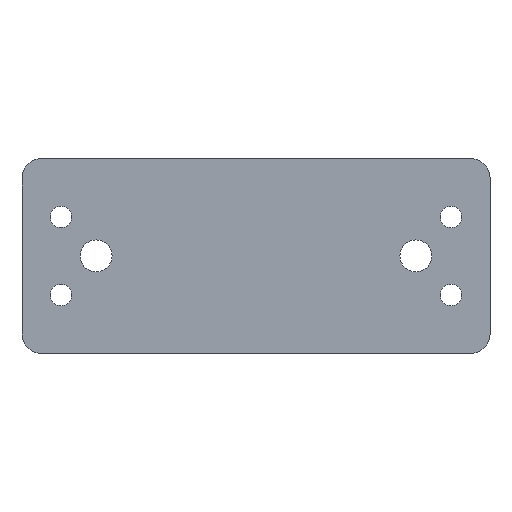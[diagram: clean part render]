
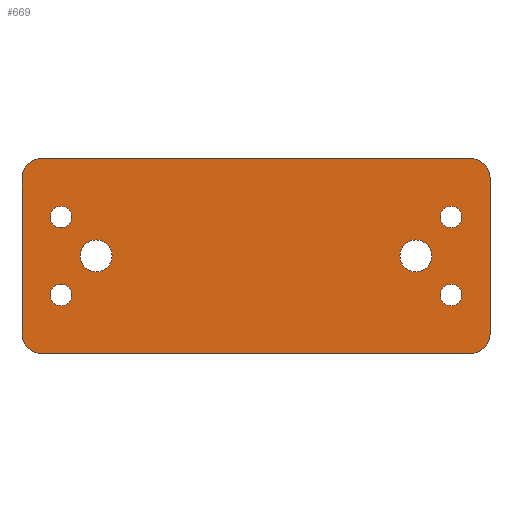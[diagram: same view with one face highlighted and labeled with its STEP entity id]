
A CAD part, top view. The second image highlights one B-rep face of the part: STEP entity #669.
In plain terms, the highlighted planar face has unit normal (0, 0, 1).
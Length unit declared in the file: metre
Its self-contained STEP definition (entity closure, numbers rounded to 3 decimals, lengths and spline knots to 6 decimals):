
#13=PLANE('',#756);
#52=LINE('',#1176,#92);
#53=LINE('',#1181,#93);
#54=LINE('',#1185,#94);
#55=LINE('',#1189,#95);
#92=VECTOR('',#939,1.);
#93=VECTOR('',#942,1.);
#94=VECTOR('',#945,1.);
#95=VECTOR('',#948,1.);
#172=ORIENTED_EDGE('',*,*,#358,.T.);
#173=ORIENTED_EDGE('',*,*,#336,.T.);
#174=ORIENTED_EDGE('',*,*,#328,.F.);
#175=ORIENTED_EDGE('',*,*,#359,.F.);
#176=ORIENTED_EDGE('',*,*,#360,.T.);
#177=ORIENTED_EDGE('',*,*,#324,.T.);
#178=ORIENTED_EDGE('',*,*,#320,.F.);
#179=ORIENTED_EDGE('',*,*,#361,.F.);
#180=ORIENTED_EDGE('',*,*,#362,.F.);
#181=ORIENTED_EDGE('',*,*,#363,.F.);
#182=ORIENTED_EDGE('',*,*,#364,.T.);
#183=ORIENTED_EDGE('',*,*,#365,.F.);
#184=ORIENTED_EDGE('',*,*,#366,.T.);
#185=ORIENTED_EDGE('',*,*,#367,.T.);
#186=ORIENTED_EDGE('',*,*,#368,.F.);
#187=ORIENTED_EDGE('',*,*,#369,.T.);
#188=ORIENTED_EDGE('',*,*,#308,.F.);
#189=ORIENTED_EDGE('',*,*,#370,.F.);
#190=ORIENTED_EDGE('',*,*,#371,.T.);
#191=ORIENTED_EDGE('',*,*,#304,.T.);
#304=EDGE_CURVE('',#400,#401,#460,.T.);
#308=EDGE_CURVE('',#404,#405,#462,.F.);
#320=EDGE_CURVE('',#416,#417,#468,.T.);
#324=EDGE_CURVE('',#420,#421,#470,.F.);
#328=EDGE_CURVE('',#424,#425,#472,.T.);
#336=EDGE_CURVE('',#432,#433,#476,.F.);
#358=EDGE_CURVE('',#433,#432,#490,.F.);
#359=EDGE_CURVE('',#425,#424,#491,.T.);
#360=EDGE_CURVE('',#421,#420,#492,.F.);
#361=EDGE_CURVE('',#417,#416,#493,.T.);
#362=EDGE_CURVE('',#448,#449,#52,.T.);
#363=EDGE_CURVE('',#450,#448,#494,.T.);
#364=EDGE_CURVE('',#450,#451,#53,.T.);
#365=EDGE_CURVE('',#452,#451,#495,.T.);
#366=EDGE_CURVE('',#452,#453,#54,.T.);
#367=EDGE_CURVE('',#453,#454,#496,.T.);
#368=EDGE_CURVE('',#455,#454,#55,.T.);
#369=EDGE_CURVE('',#455,#449,#497,.T.);
#370=EDGE_CURVE('',#405,#404,#498,.F.);
#371=EDGE_CURVE('',#401,#400,#499,.T.);
#400=VERTEX_POINT('',#1060);
#401=VERTEX_POINT('',#1061);
#404=VERTEX_POINT('',#1069);
#405=VERTEX_POINT('',#1070);
#416=VERTEX_POINT('',#1096);
#417=VERTEX_POINT('',#1097);
#420=VERTEX_POINT('',#1105);
#421=VERTEX_POINT('',#1106);
#424=VERTEX_POINT('',#1114);
#425=VERTEX_POINT('',#1115);
#432=VERTEX_POINT('',#1132);
#433=VERTEX_POINT('',#1133);
#448=VERTEX_POINT('',#1177);
#449=VERTEX_POINT('',#1178);
#450=VERTEX_POINT('',#1180);
#451=VERTEX_POINT('',#1182);
#452=VERTEX_POINT('',#1184);
#453=VERTEX_POINT('',#1186);
#454=VERTEX_POINT('',#1188);
#455=VERTEX_POINT('',#1190);
#460=CIRCLE('',#716,0.00275);
#462=CIRCLE('',#719,0.00275);
#468=CIRCLE('',#728,0.00275);
#470=CIRCLE('',#731,0.00275);
#472=CIRCLE('',#734,0.0041);
#476=CIRCLE('',#740,0.0041);
#490=CIRCLE('',#757,0.0041);
#491=CIRCLE('',#758,0.0041);
#492=CIRCLE('',#759,0.00275);
#493=CIRCLE('',#760,0.00275);
#494=CIRCLE('',#761,0.005);
#495=CIRCLE('',#762,0.005);
#496=CIRCLE('',#763,0.005);
#497=CIRCLE('',#764,0.005);
#498=CIRCLE('',#765,0.00275);
#499=CIRCLE('',#766,0.00275);
#531=EDGE_LOOP('',(#172,#173));
#532=EDGE_LOOP('',(#174,#175));
#533=EDGE_LOOP('',(#176,#177));
#534=EDGE_LOOP('',(#178,#179));
#535=EDGE_LOOP('',(#180,#181,#182,#183,#184,#185,#186,#187));
#536=EDGE_LOOP('',(#188,#189));
#537=EDGE_LOOP('',(#190,#191));
#589=FACE_BOUND('',#531,.T.);
#590=FACE_BOUND('',#532,.T.);
#591=FACE_BOUND('',#533,.T.);
#592=FACE_BOUND('',#534,.T.);
#593=FACE_BOUND('',#535,.T.);
#594=FACE_BOUND('',#536,.T.);
#595=FACE_BOUND('',#537,.T.);
#669=ADVANCED_FACE('',(#589,#590,#591,#592,#593,#594,#595),#13,.T.);
#716=AXIS2_PLACEMENT_3D('',#1059,#825,#826);
#719=AXIS2_PLACEMENT_3D('',#1068,#833,#834);
#728=AXIS2_PLACEMENT_3D('',#1095,#857,#858);
#731=AXIS2_PLACEMENT_3D('',#1104,#865,#866);
#734=AXIS2_PLACEMENT_3D('',#1113,#873,#874);
#740=AXIS2_PLACEMENT_3D('',#1131,#889,#890);
#756=AXIS2_PLACEMENT_3D('',#1171,#929,#930);
#757=AXIS2_PLACEMENT_3D('',#1172,#931,#932);
#758=AXIS2_PLACEMENT_3D('',#1173,#933,#934);
#759=AXIS2_PLACEMENT_3D('',#1174,#935,#936);
#760=AXIS2_PLACEMENT_3D('',#1175,#937,#938);
#761=AXIS2_PLACEMENT_3D('',#1179,#940,#941);
#762=AXIS2_PLACEMENT_3D('',#1183,#943,#944);
#763=AXIS2_PLACEMENT_3D('',#1187,#946,#947);
#764=AXIS2_PLACEMENT_3D('',#1191,#949,#950);
#765=AXIS2_PLACEMENT_3D('',#1192,#951,#952);
#766=AXIS2_PLACEMENT_3D('',#1193,#953,#954);
#825=DIRECTION('',(0.,0.,-1.));
#826=DIRECTION('',(-1.,0.,0.));
#833=DIRECTION('',(0.,0.,-1.));
#834=DIRECTION('',(-1.,0.,0.));
#857=DIRECTION('',(0.,0.,1.));
#858=DIRECTION('',(-1.,0.,0.));
#865=DIRECTION('',(0.,0.,1.));
#866=DIRECTION('',(-1.,0.,0.));
#873=DIRECTION('',(0.,0.,1.));
#874=DIRECTION('',(-1.,0.,0.));
#889=DIRECTION('',(0.,0.,1.));
#890=DIRECTION('',(-1.,0.,0.));
#929=DIRECTION('',(0.,0.,1.));
#930=DIRECTION('',(1.,0.,0.));
#931=DIRECTION('',(0.,0.,1.));
#932=DIRECTION('',(-1.,0.,0.));
#933=DIRECTION('',(0.,0.,1.));
#934=DIRECTION('',(-1.,0.,0.));
#935=DIRECTION('',(0.,0.,1.));
#936=DIRECTION('',(-1.,0.,0.));
#937=DIRECTION('',(0.,0.,1.));
#938=DIRECTION('',(-1.,0.,0.));
#939=DIRECTION('',(0.,-1.,0.));
#940=DIRECTION('',(0.,0.,-1.));
#941=DIRECTION('',(-1.,0.,0.));
#942=DIRECTION('',(-1.,0.,0.));
#943=DIRECTION('',(0.,0.,-1.));
#944=DIRECTION('',(-1.,0.,0.));
#945=DIRECTION('',(0.,-1.,0.));
#946=DIRECTION('',(0.,0.,1.));
#947=DIRECTION('',(-1.,0.,0.));
#948=DIRECTION('',(-1.,0.,0.));
#949=DIRECTION('',(0.,0.,1.));
#950=DIRECTION('',(-1.,0.,0.));
#951=DIRECTION('',(0.,0.,-1.));
#952=DIRECTION('',(-1.,0.,0.));
#953=DIRECTION('',(0.,0.,-1.));
#954=DIRECTION('',(-1.,0.,0.));
#1059=CARTESIAN_POINT('',(-0.05,0.002954,0.));
#1060=CARTESIAN_POINT('',(-0.05275,0.002954,0.));
#1061=CARTESIAN_POINT('',(-0.04725,0.002954,0.));
#1068=CARTESIAN_POINT('',(0.05,0.002954,0.));
#1069=CARTESIAN_POINT('',(0.05275,0.002954,0.));
#1070=CARTESIAN_POINT('',(0.04725,0.002954,0.));
#1095=CARTESIAN_POINT('',(-0.05,-0.017046,0.));
#1096=CARTESIAN_POINT('',(-0.04725,-0.017046,0.));
#1097=CARTESIAN_POINT('',(-0.05275,-0.017046,0.));
#1104=CARTESIAN_POINT('',(0.05,-0.017046,0.));
#1105=CARTESIAN_POINT('',(0.04725,-0.017046,0.));
#1106=CARTESIAN_POINT('',(0.05275,-0.017046,0.));
#1113=CARTESIAN_POINT('',(-0.041,-0.007046,0.));
#1114=CARTESIAN_POINT('',(-0.0369,-0.007046,0.));
#1115=CARTESIAN_POINT('',(-0.0451,-0.007046,0.));
#1131=CARTESIAN_POINT('',(0.041,-0.007046,0.));
#1132=CARTESIAN_POINT('',(0.0369,-0.007046,0.));
#1133=CARTESIAN_POINT('',(0.0451,-0.007046,0.));
#1171=CARTESIAN_POINT('',(0.,0.000454,0.));
#1172=CARTESIAN_POINT('',(0.041,-0.007046,0.));
#1173=CARTESIAN_POINT('',(-0.041,-0.007046,0.));
#1174=CARTESIAN_POINT('',(0.05,-0.017046,0.));
#1175=CARTESIAN_POINT('',(-0.05,-0.017046,0.));
#1176=CARTESIAN_POINT('',(0.06,-0.112046,0.));
#1177=CARTESIAN_POINT('',(0.06,0.012954,0.));
#1178=CARTESIAN_POINT('',(0.06,-0.027046,0.));
#1179=CARTESIAN_POINT('',(0.055,0.012954,0.));
#1180=CARTESIAN_POINT('',(0.055,0.017954,0.));
#1181=CARTESIAN_POINT('',(0.,0.017954,0.));
#1182=CARTESIAN_POINT('',(-0.055,0.017954,0.));
#1183=CARTESIAN_POINT('',(-0.055,0.012954,0.));
#1184=CARTESIAN_POINT('',(-0.06,0.012954,0.));
#1185=CARTESIAN_POINT('',(-0.06,-0.112046,0.));
#1186=CARTESIAN_POINT('',(-0.06,-0.027046,0.));
#1187=CARTESIAN_POINT('',(-0.055,-0.027046,0.));
#1188=CARTESIAN_POINT('',(-0.055,-0.032046,0.));
#1189=CARTESIAN_POINT('',(0.,-0.032046,0.));
#1190=CARTESIAN_POINT('',(0.055,-0.032046,0.));
#1191=CARTESIAN_POINT('',(0.055,-0.027046,0.));
#1192=CARTESIAN_POINT('',(0.05,0.002954,0.));
#1193=CARTESIAN_POINT('',(-0.05,0.002954,0.));
